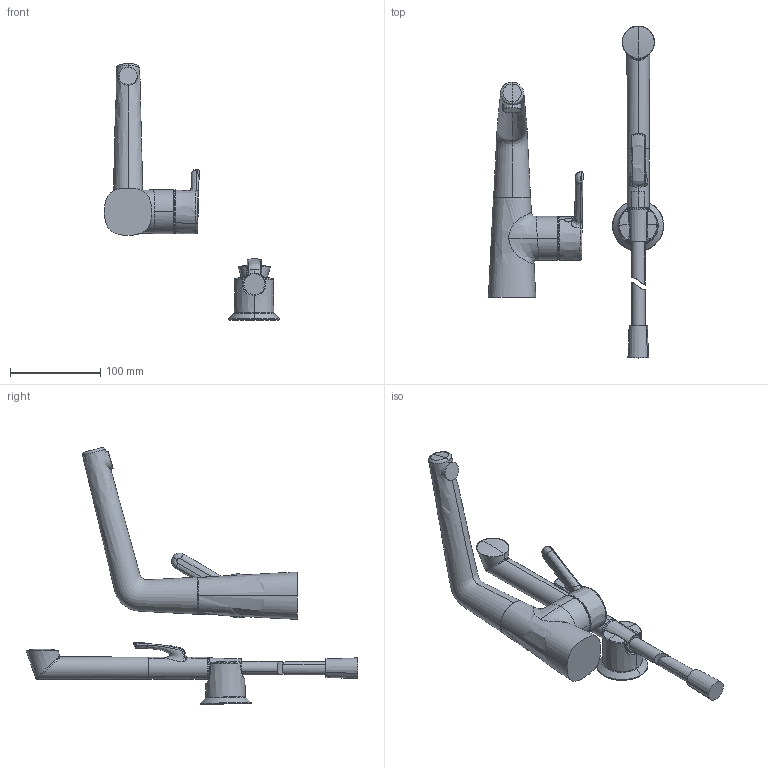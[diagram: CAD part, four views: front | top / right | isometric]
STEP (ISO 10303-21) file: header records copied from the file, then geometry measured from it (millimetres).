
FILE_DESCRIPTION (( 'STEP AP203' ), '1' );
FILE_NAME ('3008F(2017)+51342201.STEP', '2017-11-27T10:42:36', ( '' ), ( '' ), 'SwSTEP 2.0', 'SolidWorks 2016', '' );
FILE_SCHEMA (( 'CONFIG_CONTROL_DESIGN' ));
Length unit declared in the file: millimetre
Products named in the file (1): 3008F(2017)+51342201
Bounding box: 194.48 x 368.14 x 284.82 mm (x, y, z)
Volume: 738225.2 mm3; surface area: 108476 mm2
Topology: 9 solids, 9 shells, 184 faces, 455 edges, 295 vertices
Faces by surface type: bspline 95, plane 25, torus 23, cylinder 20, cone 12, sphere 9
Entity records: 33455 total; most frequent: CARTESIAN_POINT 29806, ORIENTED_EDGE 906, DIRECTION 496, EDGE_CURVE 453, VERTEX_POINT 294, B_SPLINE_CURVE_WITH_KNOTS 253, AXIS2_PLACEMENT_3D 223, EDGE_LOOP 191
